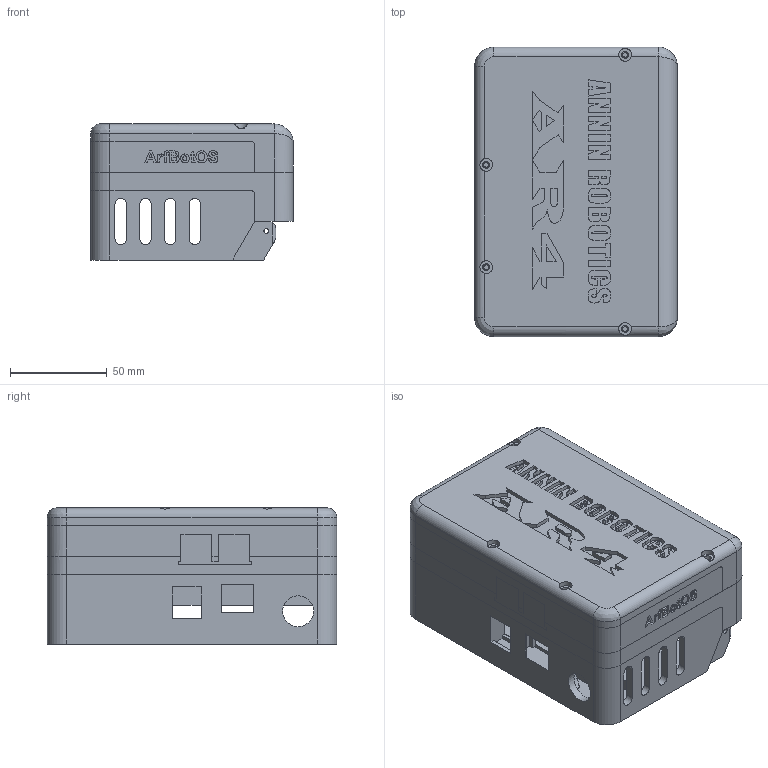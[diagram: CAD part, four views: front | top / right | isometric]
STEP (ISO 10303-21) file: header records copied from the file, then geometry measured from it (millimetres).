
FILE_DESCRIPTION(/* description */ ('STEP AP214'),/* implementation_level */ '2;1');
FILE_NAME(/* name */ 'ArfBot J1 Base Enclosure Wedge v1.step',/* time_stamp */ '2024-11-22T16:27:40-08:00',/* author */ (''),/* organization */ (''),/* preprocessor_version */ 'ST-DEVELOPER v20',/* originating_system */ 'Autodesk Translation Framework v13.20.0.188',/* authorisation */ '');
FILE_SCHEMA (('AUTOMOTIVE_DESIGN { 1 0 10303 214 3 1 1 }'));
Length unit declared in the file: millimetre
Products named in the file (1): J1 Base Enclosure Tray
Bounding box: 105 x 150 x 70.5 mm (x, y, z)
Volume: 281120.9 mm3; surface area: 133510.6 mm2
Topology: 4 solids, 4 shells, 884 faces, 2457 edges, 1634 vertices
Faces by surface type: plane 480, bspline 289, cylinder 115
Full cylindrical faces by diameter (mm): 2.5 x14, 3.6 x8, 3.8 x2, 6.5 x2, 6.6 x4, 16 x1
Entity records: 34647 total; most frequent: CARTESIAN_POINT 13612, ORIENTED_EDGE 4910, DIRECTION 3287, EDGE_CURVE 2455, VERTEX_POINT 1634, LINE 1633, VECTOR 1633, EDGE_LOOP 1001
